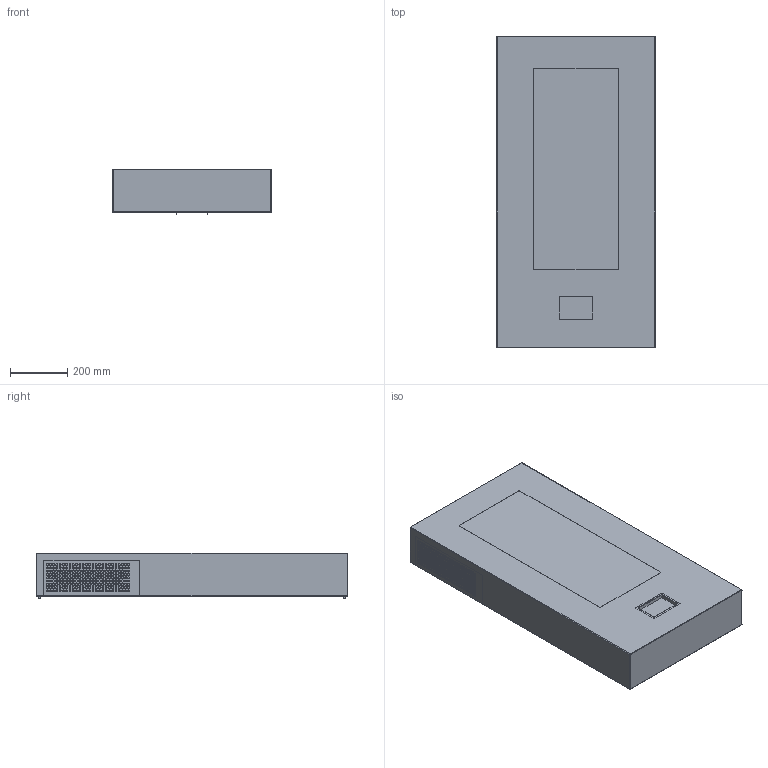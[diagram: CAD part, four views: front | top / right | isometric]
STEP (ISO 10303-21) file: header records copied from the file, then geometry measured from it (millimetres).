
FILE_DESCRIPTION(('Creo Elements/Direct Modeling STEP Export'),'2;1');
FILE_NAME('WS-75-APA Aufputz-Abdeckung.stp','2020-02-18T18:31:29',(''),(''),'PTC Creo Elements/Direct Modeling STEP processor for AP214 (Solid Model)','PTC Creo Elements/Direct Modeling 19.0C 15-Aug-2015 (C) Parametric Technology GmbH','');
FILE_SCHEMA(('AUTOMOTIVE_DESIGN { 1 0 10303 214 1 1 1 1 }'));
Length unit declared in the file: millimetre
Products named in the file (2): WS-75-APA_Aufputz-Abdeckung
Assembly tree (1 placements, depth 2):
  WS-75-APA_Aufputz-Abdeckung
    WS-75-APA_Aufputz-Abdeckung
Bounding box: 554 x 1090 x 159 mm (x, y, z)
Volume: 24050227.9 mm3; surface area: 2111301.5 mm2
Topology: 1 solids, 1 shells, 1070 faces, 3148 edges, 2080 vertices
Faces by surface type: cylinder 989, plane 65, torus 8, sphere 8
Entity records: 34408 total; most frequent: ORIENTED_EDGE 6280, DIRECTION 5387, CARTESIAN_POINT 5348, EDGE_CURVE 3140, AXIS2_PLACEMENT_3D 2119, VERTEX_POINT 2080, EDGE_LOOP 2014, VECTOR 1149
